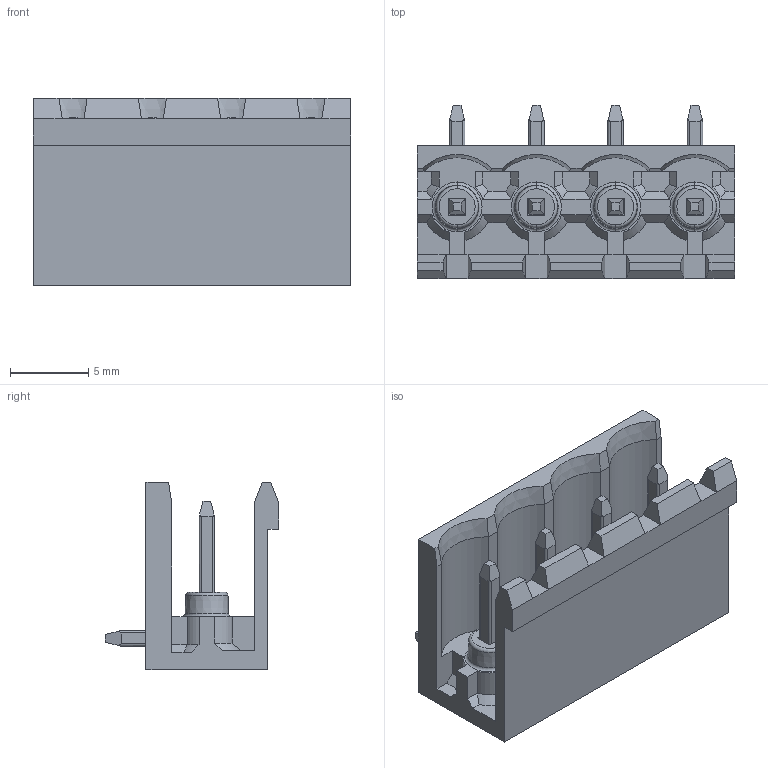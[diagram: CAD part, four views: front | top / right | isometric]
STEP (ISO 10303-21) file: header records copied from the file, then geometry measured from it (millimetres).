
FILE_DESCRIPTION((''),'2;1');
FILE_NAME('WJ2EDGR-THT-508-04P','2017-03-16T',('QZY'),(''),'CREO PARAMETRIC BY PTC INC, 2014440','CREO PARAMETRIC BY PTC INC, 2014440','');
FILE_SCHEMA(('CONFIG_CONTROL_DESIGN'));
Length unit declared in the file: millimetre
Products named in the file (1): WJ2EDGR-THT-508-04P
Bounding box: 20.32 x 11.1 x 12 mm (x, y, z)
Volume: 767.1 mm3; surface area: 1689.2 mm2
Topology: 1 solids, 1 shells, 377 faces, 1001 edges, 634 vertices
Faces by surface type: plane 261, cylinder 56, cone 28, torus 24, sphere 8
Entity records: 12557 total; most frequent: CARTESIAN_POINT 2466, ORIENTED_EDGE 1986, DIRECTION 1799, EDGE_CURVE 993, VECTOR 685, LINE 685, VERTEX_POINT 634, AXIS2_PLACEMENT_3D 557
